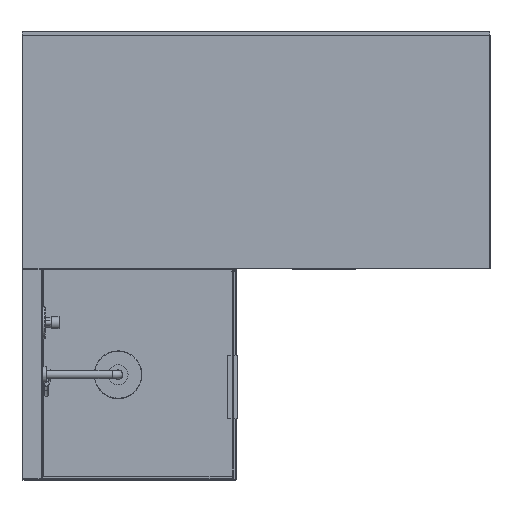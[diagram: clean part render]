
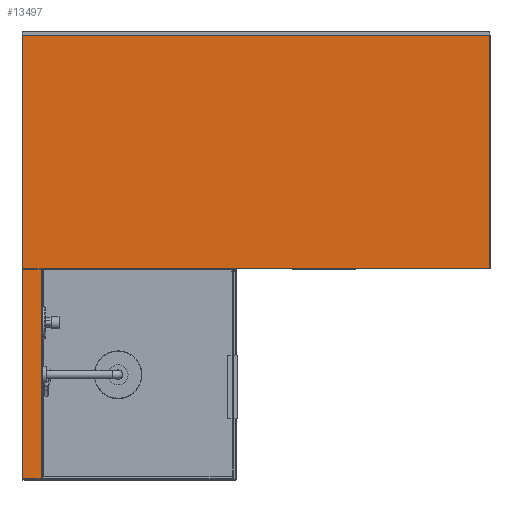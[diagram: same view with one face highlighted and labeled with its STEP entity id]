
A CAD part, top view. The second image highlights one B-rep face of the part: STEP entity #13497.
In plain terms, the highlighted planar face has unit normal (0, 0, 1).
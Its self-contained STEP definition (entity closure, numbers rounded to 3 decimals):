
#13264=CARTESIAN_POINT('',(60.086,-1040.408,2200.));
#13265=VERTEX_POINT('',#13264);
#13272=CARTESIAN_POINT('',(-39.914,-1040.408,2200.));
#13273=VERTEX_POINT('',#13272);
#13274=CARTESIAN_POINT('',(60.086,-1040.408,2200.0));
#13275=DIRECTION('',(-1.0,0.0,0.0));
#13276=VECTOR('',#13275,100.0);
#13277=LINE('',#13274,#13276);
#13278=EDGE_CURVE('',#13265,#13273,#13277,.T.);
#13311=CARTESIAN_POINT('',(60.086,20.171,2200.));
#13312=VERTEX_POINT('',#13311);
#13319=CARTESIAN_POINT('',(60.086,20.171,2200.0));
#13320=DIRECTION('',(0.0,-1.0,0.0));
#13321=VECTOR('',#13320,1060.579);
#13322=LINE('',#13319,#13321);
#13323=EDGE_CURVE('',#13312,#13265,#13322,.T.);
#13366=CARTESIAN_POINT('',(2310.086,20.171,2200.));
#13367=VERTEX_POINT('',#13366);
#13374=CARTESIAN_POINT('',(2310.086,20.171,2200.0));
#13375=DIRECTION('',(-1.0,0.0,0.0));
#13376=VECTOR('',#13375,2250.0);
#13377=LINE('',#13374,#13376);
#13378=EDGE_CURVE('',#13367,#13312,#13377,.T.);
#13398=CARTESIAN_POINT('',(2310.086,1190.171,2200.));
#13399=VERTEX_POINT('',#13398);
#13406=CARTESIAN_POINT('',(2310.086,1190.171,2200.0));
#13407=DIRECTION('',(0.0,-1.0,0.0));
#13408=VECTOR('',#13407,1170.);
#13409=LINE('',#13406,#13408);
#13410=EDGE_CURVE('',#13399,#13367,#13409,.T.);
#13421=CARTESIAN_POINT('',(-39.914,1190.171,2200.));
#13422=VERTEX_POINT('',#13421);
#13423=CARTESIAN_POINT('',(-39.914,1190.171,2200.0));
#13424=DIRECTION('',(1.0,0.0,0.0));
#13425=VECTOR('',#13424,2350.0);
#13426=LINE('',#13423,#13425);
#13427=EDGE_CURVE('',#13422,#13399,#13426,.T.);
#13454=CARTESIAN_POINT('',(-39.914,-1040.408,2200.0));
#13455=DIRECTION('',(0.0,1.0,0.0));
#13456=VECTOR('',#13455,2230.579);
#13457=LINE('',#13454,#13456);
#13458=EDGE_CURVE('',#13273,#13422,#13457,.T.);
#13484=CARTESIAN_POINT('',(874.605,335.362,2200.));
#13485=DIRECTION('',(0.0,0.0,1.0));
#13486=DIRECTION('',(1.0,0.0,0.0));
#13487=AXIS2_PLACEMENT_3D('',#13484,#13485,#13486);
#13488=PLANE('',#13487);
#13489=ORIENTED_EDGE('',*,*,#13427,.F.);
#13490=ORIENTED_EDGE('',*,*,#13458,.F.);
#13491=ORIENTED_EDGE('',*,*,#13278,.F.);
#13492=ORIENTED_EDGE('',*,*,#13323,.F.);
#13493=ORIENTED_EDGE('',*,*,#13378,.F.);
#13494=ORIENTED_EDGE('',*,*,#13410,.F.);
#13495=EDGE_LOOP('',(#13489,#13490,#13491,#13492,#13493,#13494));
#13496=FACE_OUTER_BOUND('',#13495,.T.);
#13497=ADVANCED_FACE('',(#13496),#13488,.T.);
